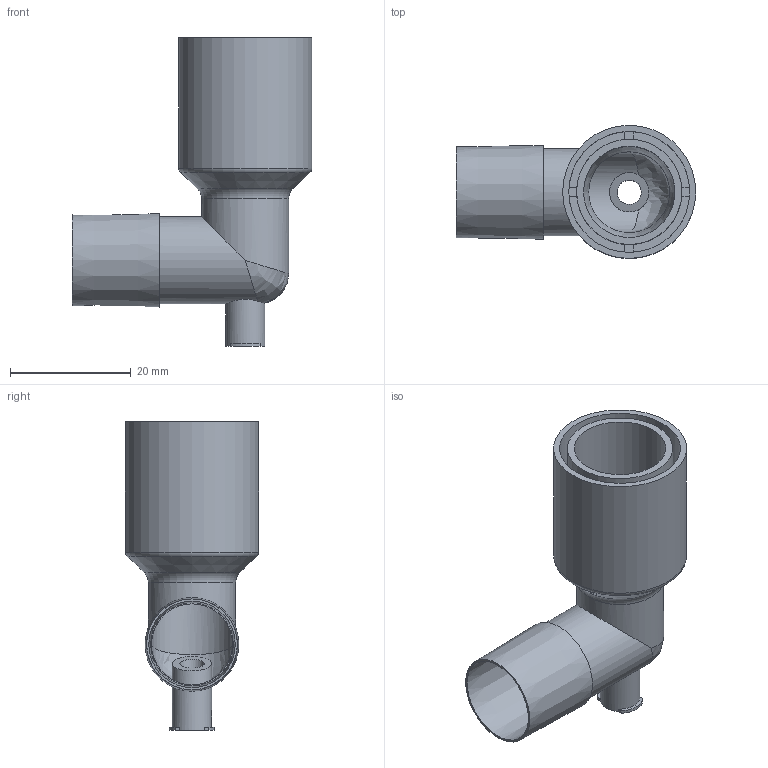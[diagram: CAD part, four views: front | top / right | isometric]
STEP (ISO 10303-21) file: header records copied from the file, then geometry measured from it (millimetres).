
FILE_DESCRIPTION(/* description */ (''),/* implementation_level */ '2;1');
FILE_NAME(/* name */ '22M-15F15MLuer port.step',/* time_stamp */ '2020-04-02T13:35:33+03:00',/* author */ (''),/* organization */ (''),/* preprocessor_version */ 'ST-DEVELOPER v18',/* originating_system */ 'Autodesk Translation Framework v8.12.0.6',/* authorisation */ '');
FILE_SCHEMA (('AUTOMOTIVE_DESIGN { 1 0 10303 214 3 1 1 }'));
Length unit declared in the file: millimetre
Products named in the file (1): three point piece
Bounding box: 39.6 x 22 x 51 mm (x, y, z)
Volume: 4388.2 mm3; surface area: 9708.3 mm2
Topology: 1 solids, 1 shells, 51 faces, 137 edges, 87 vertices
Faces by surface type: plane 29, cylinder 14, cone 4, bspline 2, torus 2
Full cylindrical faces by diameter (mm): 4 x1, 6.5 x2, 13.4 x2, 13.8 x1, 14.4 x2, 15.1 x1, 17.4 x1, 20 x1, 22 x1
Entity records: 1848 total; most frequent: CARTESIAN_POINT 500, DIRECTION 290, ORIENTED_EDGE 266, EDGE_CURVE 133, AXIS2_PLACEMENT_3D 113, VERTEX_POINT 87, LINE 64, VECTOR 64
